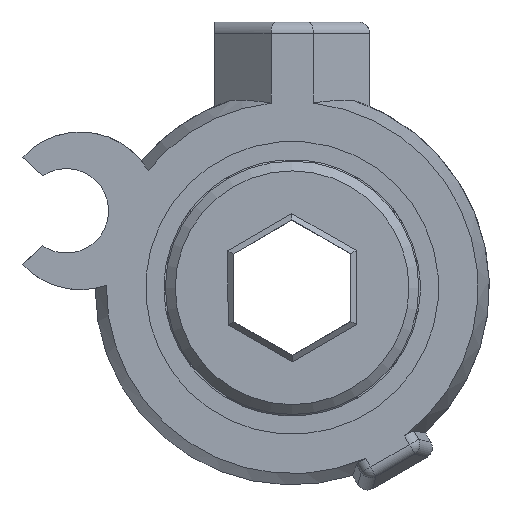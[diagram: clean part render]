
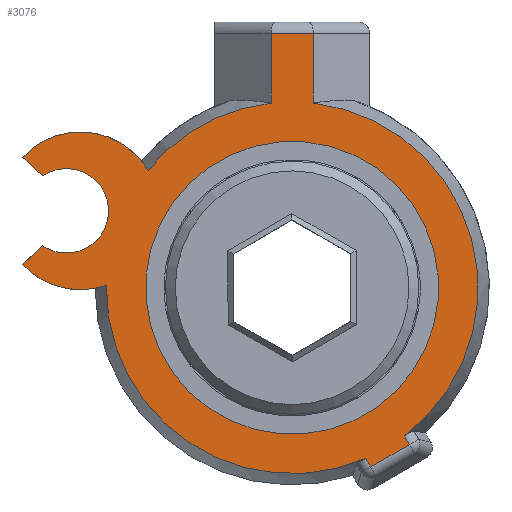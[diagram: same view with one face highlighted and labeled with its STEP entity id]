
A CAD part, front view. The second image highlights one B-rep face of the part: STEP entity #3076.
In plain terms, the highlighted planar face has unit normal (0, -1, 0).
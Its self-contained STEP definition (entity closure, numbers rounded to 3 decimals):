
#43=FACE_BOUND('',#586,.T.);
#264=PLANE('',#3380);
#399=FACE_OUTER_BOUND('',#585,.T.);
#585=EDGE_LOOP('',(#2557,#2558,#2559,#2560,#2561,#2562,#2563,#2564,#2565,
#2566,#2567,#2568,#2569,#2570));
#586=EDGE_LOOP('',(#2571));
#662=CIRCLE('',#3157,2.8);
#665=CIRCLE('',#3161,2.8);
#686=CIRCLE('',#3186,1.5);
#737=CIRCLE('',#3372,6.6);
#738=CIRCLE('',#3375,6.6);
#739=CIRCLE('',#3378,6.6);
#740=CIRCLE('',#3381,5.2);
#802=LINE('',#4469,#1023);
#887=LINE('',#4861,#1108);
#936=LINE('',#5093,#1157);
#943=LINE('',#5130,#1164);
#946=LINE('',#5146,#1167);
#958=LINE('',#5203,#1179);
#959=LINE('',#5204,#1180);
#960=LINE('',#5205,#1181);
#1023=VECTOR('',#3525,10.);
#1108=VECTOR('',#3810,10.);
#1157=VECTOR('',#4037,10.);
#1164=VECTOR('',#4064,10.);
#1167=VECTOR('',#4069,10.);
#1179=VECTOR('',#4131,10.);
#1180=VECTOR('',#4132,10.);
#1181=VECTOR('',#4133,10.);
#1245=VERTEX_POINT('',#4466);
#1246=VERTEX_POINT('',#4468);
#1248=VERTEX_POINT('',#4474);
#1249=VERTEX_POINT('',#4476);
#1260=VERTEX_POINT('',#4514);
#1290=VERTEX_POINT('',#4585);
#1362=VERTEX_POINT('',#4854);
#1364=VERTEX_POINT('',#4860);
#1416=VERTEX_POINT('',#5060);
#1420=VERTEX_POINT('',#5085);
#1432=VERTEX_POINT('',#5119);
#1433=VERTEX_POINT('',#5133);
#1437=VERTEX_POINT('',#5187);
#1438=VERTEX_POINT('',#5199);
#1439=VERTEX_POINT('',#5206);
#1537=EDGE_CURVE('',#1246,#1245,#802,.T.);
#1541=EDGE_CURVE('',#1248,#1249,#662,.T.);
#1553=EDGE_CURVE('',#1260,#1245,#665,.T.);
#1586=EDGE_CURVE('',#1290,#1246,#686,.T.);
#1699=EDGE_CURVE('',#1364,#1362,#887,.T.);
#1800=EDGE_CURVE('',#1420,#1416,#936,.T.);
#1814=EDGE_CURVE('',#1432,#1420,#943,.T.);
#1818=EDGE_CURVE('',#1416,#1433,#946,.T.);
#1836=EDGE_CURVE('',#1437,#1432,#737,.T.);
#1838=EDGE_CURVE('',#1433,#1260,#738,.T.);
#1839=EDGE_CURVE('',#1249,#1438,#739,.T.);
#1841=EDGE_CURVE('',#1438,#1364,#958,.T.);
#1842=EDGE_CURVE('',#1290,#1248,#959,.T.);
#1843=EDGE_CURVE('',#1362,#1437,#960,.T.);
#1844=EDGE_CURVE('',#1439,#1439,#740,.T.);
#2557=ORIENTED_EDGE('',*,*,#1699,.F.);
#2558=ORIENTED_EDGE('',*,*,#1841,.F.);
#2559=ORIENTED_EDGE('',*,*,#1839,.F.);
#2560=ORIENTED_EDGE('',*,*,#1541,.F.);
#2561=ORIENTED_EDGE('',*,*,#1842,.F.);
#2562=ORIENTED_EDGE('',*,*,#1586,.T.);
#2563=ORIENTED_EDGE('',*,*,#1537,.T.);
#2564=ORIENTED_EDGE('',*,*,#1553,.F.);
#2565=ORIENTED_EDGE('',*,*,#1838,.F.);
#2566=ORIENTED_EDGE('',*,*,#1818,.F.);
#2567=ORIENTED_EDGE('',*,*,#1800,.F.);
#2568=ORIENTED_EDGE('',*,*,#1814,.F.);
#2569=ORIENTED_EDGE('',*,*,#1836,.F.);
#2570=ORIENTED_EDGE('',*,*,#1843,.F.);
#2571=ORIENTED_EDGE('',*,*,#1844,.T.);
#3076=ADVANCED_FACE('',(#399,#43),#264,.F.);
#3157=AXIS2_PLACEMENT_3D('',#4477,#3531,#3532);
#3161=AXIS2_PLACEMENT_3D('',#4519,#3542,#3543);
#3186=AXIS2_PLACEMENT_3D('',#4586,#3604,#3605);
#3372=AXIS2_PLACEMENT_3D('',#5189,#4113,#4114);
#3375=AXIS2_PLACEMENT_3D('',#5196,#4119,#4120);
#3378=AXIS2_PLACEMENT_3D('',#5200,#4125,#4126);
#3380=AXIS2_PLACEMENT_3D('',#5202,#4129,#4130);
#3381=AXIS2_PLACEMENT_3D('',#5207,#4134,#4135);
#3525=DIRECTION('',(-0.731,0.,-0.682));
#3531=DIRECTION('center_axis',(0.,1.,0.));
#3532=DIRECTION('ref_axis',(0.906,0.,-0.423));
#3542=DIRECTION('center_axis',(0.,1.,0.));
#3543=DIRECTION('ref_axis',(0.906,0.,-0.423));
#3604=DIRECTION('center_axis',(0.,1.,0.));
#3605=DIRECTION('ref_axis',(1.,0.,0.));
#3810=DIRECTION('',(1.,0.,0.));
#4037=DIRECTION('',(-0.866,0.,-0.5));
#4064=DIRECTION('',(0.503,0.,-0.864));
#4069=DIRECTION('',(-0.503,0.,0.864));
#4113=DIRECTION('center_axis',(0.,1.,0.));
#4114=DIRECTION('ref_axis',(0.906,0.,-0.423));
#4119=DIRECTION('center_axis',(0.,1.,0.));
#4120=DIRECTION('ref_axis',(-0.906,0.,0.423));
#4125=DIRECTION('center_axis',(0.,1.,0.));
#4126=DIRECTION('ref_axis',(-0.906,0.,0.423));
#4129=DIRECTION('center_axis',(0.,1.,0.));
#4130=DIRECTION('ref_axis',(1.,0.,0.));
#4131=DIRECTION('',(0.,0.,1.));
#4132=DIRECTION('',(-0.731,0.,0.682));
#4133=DIRECTION('',(0.,0.,-1.));
#4134=DIRECTION('center_axis',(0.,1.,0.));
#4135=DIRECTION('ref_axis',(0.906,0.,-0.423));
#4466=CARTESIAN_POINT('',(-9.567,0.,0.822));
#4468=CARTESIAN_POINT('',(-8.855,0.,1.486));
#4469=CARTESIAN_POINT('',(-7.519,0.,2.732));
#4474=CARTESIAN_POINT('',(-9.567,0.,4.641));
#4476=CARTESIAN_POINT('',(-5.116,0.,4.169));
#4477=CARTESIAN_POINT('Origin',(-7.519,0.,2.732));
#4514=CARTESIAN_POINT('',(-6.599,0.,0.087));
#4519=CARTESIAN_POINT('Origin',(-7.519,0.,2.732));
#4585=CARTESIAN_POINT('',(-8.855,0.,3.977));
#4586=CARTESIAN_POINT('Origin',(-8.019,0.,2.732));
#4854=CARTESIAN_POINT('',(0.75,0.,9.037));
#4860=CARTESIAN_POINT('',(-0.75,0.,9.037));
#4861=CARTESIAN_POINT('',(-2.017,0.,9.037));
#5060=CARTESIAN_POINT('',(2.782,0.,-6.369));
#5085=CARTESIAN_POINT('',(4.164,0.,-5.57));
#5093=CARTESIAN_POINT('',(3.405,0.,-6.008));
#5119=CARTESIAN_POINT('',(3.984,0.,-5.262));
#5130=CARTESIAN_POINT('',(0.96,0.,-0.067));
#5133=CARTESIAN_POINT('',(2.604,0.,-6.064));
#5146=CARTESIAN_POINT('',(-0.323,0.,-1.035));
#5187=CARTESIAN_POINT('',(0.75,0.,6.557));
#5189=CARTESIAN_POINT('Origin',(0.,0.,0.));
#5196=CARTESIAN_POINT('Origin',(0.,0.,0.));
#5199=CARTESIAN_POINT('',(-0.75,0.,6.557));
#5200=CARTESIAN_POINT('Origin',(0.,0.,0.));
#5202=CARTESIAN_POINT('Origin',(-1.283,0.,1.055));
#5203=CARTESIAN_POINT('',(-0.75,0.,3.746));
#5204=CARTESIAN_POINT('',(-7.519,0.,2.732));
#5205=CARTESIAN_POINT('',(0.75,0.,5.246));
#5206=CARTESIAN_POINT('',(-4.713,0.,2.198));
#5207=CARTESIAN_POINT('Origin',(0.,0.,0.));
